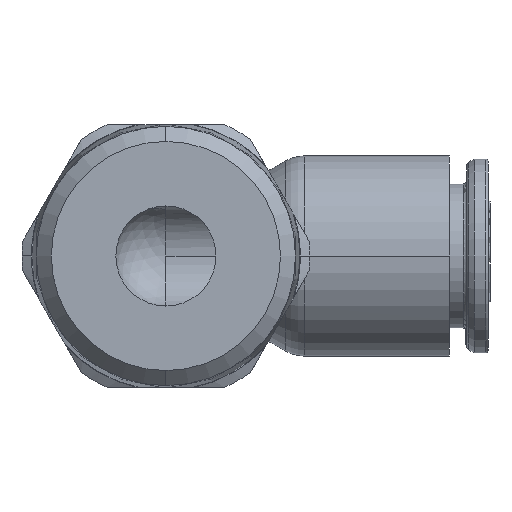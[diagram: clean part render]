
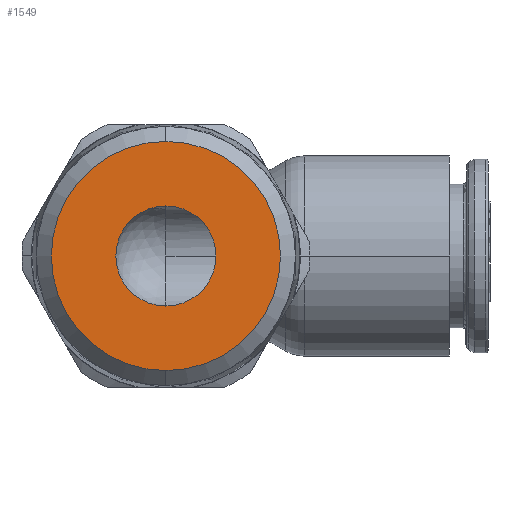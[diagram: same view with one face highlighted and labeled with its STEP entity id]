
A CAD part, front view. The second image highlights one B-rep face of the part: STEP entity #1549.
In plain terms, the highlighted planar face has unit normal (0, -1, 0).
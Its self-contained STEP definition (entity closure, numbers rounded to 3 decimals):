
#1549=ADVANCED_FACE('',(#3600,#3601),#3602,.T.);
#3600=FACE_OUTER_BOUND('',#7337,.T.);
#3601=FACE_BOUND('',#7338,.T.);
#3602=PLANE('',#7339);
#7337=EDGE_LOOP('',(#13460,#13461));
#7338=EDGE_LOOP('',(#13462,#13463));
#7339=AXIS2_PLACEMENT_3D('',#13464,#13465,#13466);
#13460=ORIENTED_EDGE('',*,*,#19626,.F.);
#13461=ORIENTED_EDGE('',*,*,#19627,.F.);
#13462=ORIENTED_EDGE('',*,*,#19628,.F.);
#13463=ORIENTED_EDGE('',*,*,#18317,.F.);
#13464=CARTESIAN_POINT('',(0.0,-42.75,0.0));
#13465=DIRECTION('',(0.0,-1.0,0.0));
#13466=DIRECTION('',(0.0,0.0,-1.0));
#18317=EDGE_CURVE('',#21524,#21519,#21526,.T.);
#19626=EDGE_CURVE('',#23638,#23639,#23640,.T.);
#19627=EDGE_CURVE('',#23639,#23638,#23641,.T.);
#19628=EDGE_CURVE('',#21519,#21524,#23642,.T.);
#21519=VERTEX_POINT('',#26356);
#21524=VERTEX_POINT('',#26362);
#21526=CIRCLE('',#26365,4.0);
#23638=VERTEX_POINT('',#30476);
#23639=VERTEX_POINT('',#30477);
#23640=CIRCLE('',#30478,9.16);
#23641=CIRCLE('',#30479,9.16);
#23642=CIRCLE('',#30480,4.0);
#26356=CARTESIAN_POINT('',(4.0,-42.75,0.0));
#26362=CARTESIAN_POINT('',(-4.0,-42.75,0.));
#26365=AXIS2_PLACEMENT_3D('',#34144,#34145,#34146);
#30476=CARTESIAN_POINT('',(0.0,-42.75,9.16));
#30477=CARTESIAN_POINT('',(0.,-42.75,-9.16));
#30478=AXIS2_PLACEMENT_3D('',#35887,#35888,#35889);
#30479=AXIS2_PLACEMENT_3D('',#35890,#35891,#35892);
#30480=AXIS2_PLACEMENT_3D('',#35893,#35894,#35895);
#34144=CARTESIAN_POINT('',(0.0,-42.75,0.0));
#34145=DIRECTION('',(0.0,-1.0,0.0));
#34146=DIRECTION('',(1.0,0.0,0.0));
#35887=CARTESIAN_POINT('',(0.0,-42.75,0.0));
#35888=DIRECTION('',(0.0,1.0,0.0));
#35889=DIRECTION('',(0.0,0.0,-1.0));
#35890=CARTESIAN_POINT('',(0.0,-42.75,0.0));
#35891=DIRECTION('',(0.0,1.0,0.0));
#35892=DIRECTION('',(0.0,0.0,-1.0));
#35893=CARTESIAN_POINT('',(0.0,-42.75,0.0));
#35894=DIRECTION('',(0.0,-1.0,0.0));
#35895=DIRECTION('',(1.0,0.0,0.0));
